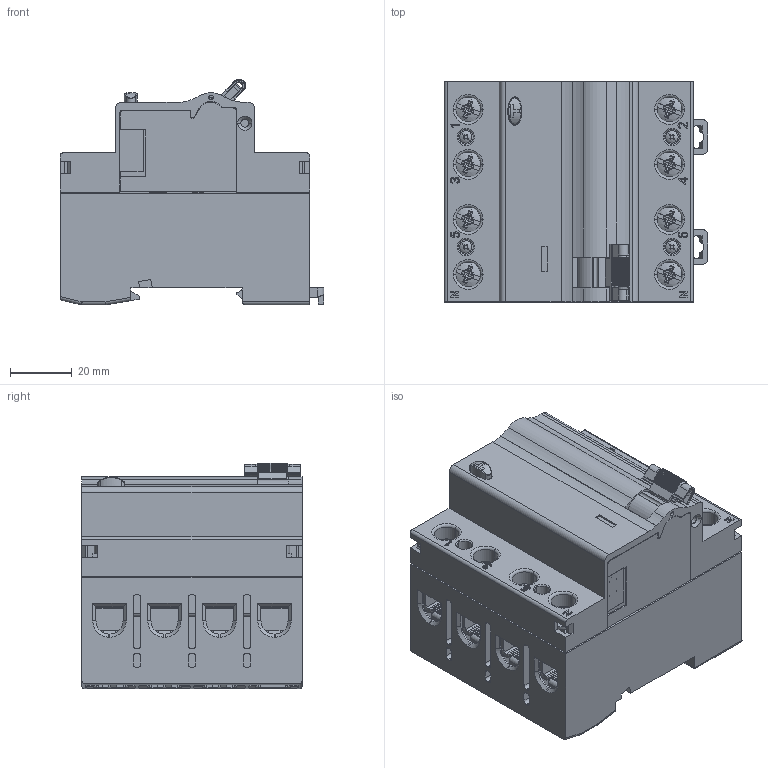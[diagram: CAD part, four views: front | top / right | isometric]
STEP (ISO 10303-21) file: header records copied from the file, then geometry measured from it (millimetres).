
FILE_DESCRIPTION(/* description */ (''),/* implementation_level */ '2;1');
FILE_NAME(/* name */ '3d_P1RD4P.stp',/* time_stamp */ '2023-05-12T15:27:15+02:00',/* author */ (''),/* organization */ (''),/* preprocessor_version */ 'ST-DEVELOPER v16.7',/* originating_system */ 'SIEMENS PLM Software NX 12.0',/* authorisation */ '');
FILE_SCHEMA (('AUTOMOTIVE_DESIGN { 1 0 10303 214 3 1 1 1 }'));
Products named in the file (1): RuggD10CF047j89q
Bounding box: 85.33 x 71.2 x 73.05 mm (x, y, z)
Surface area: 51096.1 mm2 (no closed solid volume)
Topology: 0 solids, 84 shells, 1540 faces, 6288 edges, 4699 vertices
Faces by surface type: plane 994, cylinder 318, bspline 95, torus 56, sphere 40, cone 37
Entity records: 71088 total; most frequent: CARTESIAN_POINT 20648, DIRECTION 9735, ORIENTED_EDGE 9519, EDGE_CURVE 6288, VERTEX_POINT 4697, LINE 4215, VECTOR 4215, AXIS2_PLACEMENT_3D 2760
